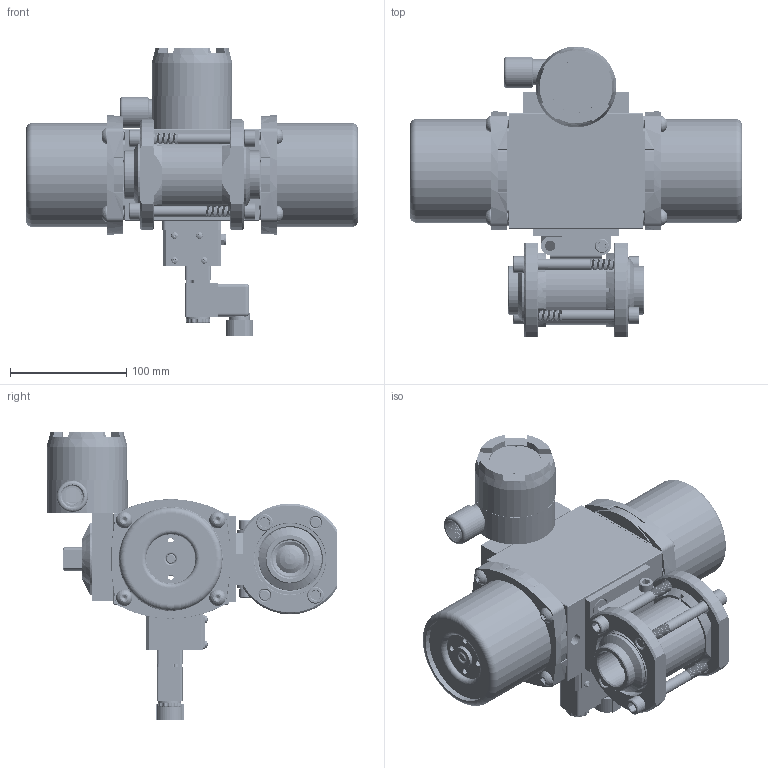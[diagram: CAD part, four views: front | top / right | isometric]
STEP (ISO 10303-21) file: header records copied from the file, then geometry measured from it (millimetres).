
FILE_DESCRIPTION (( 'STEP AP203' ), '1' );
FILE_NAME ('21XXTSWSA522SR3GPDCLS.step', '2018-06-04T15:47:06', ( '' ), ( '' ), 'SwSTEP 2.0', 'SolidWorks 2017', '' );
FILE_SCHEMA (( 'CONFIG_CONTROL_DESIGN' ));
Products named in the file (1): 21XXTSWSA522SR3GPDCLS
Bounding box: 285.09 x 249.71 x 247.55 mm (x, y, z)
Volume: 1580253 mm3; surface area: 617347 mm2
Topology: 74 solids, 74 shells, 6379 faces, 16430 edges, 10284 vertices
Faces by surface type: cylinder 2754, cone 2098, plane 1157, torus 240, bspline 100, sphere 30
Entity records: 232094 total; most frequent: CARTESIAN_POINT 75961, DIRECTION 34668, ORIENTED_EDGE 32568, EDGE_CURVE 16284, AXIS2_PLACEMENT_3D 14016, VERTEX_POINT 10280, CIRCLE 7736, EDGE_LOOP 6892
